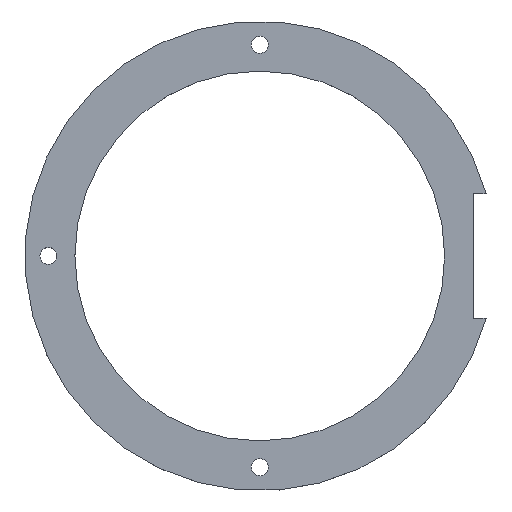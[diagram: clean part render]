
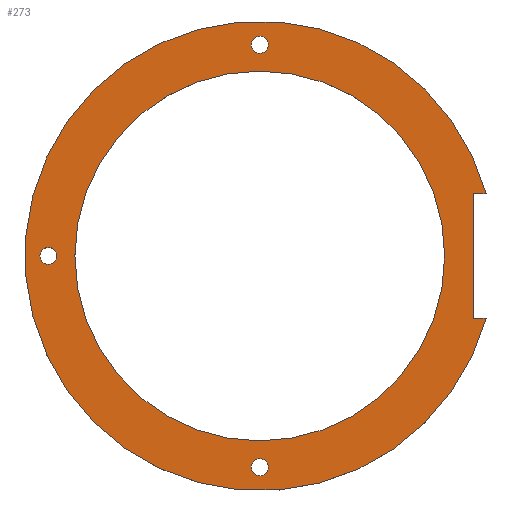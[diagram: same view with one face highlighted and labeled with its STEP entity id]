
A CAD part, top view. The second image highlights one B-rep face of the part: STEP entity #273.
In plain terms, the highlighted planar face has unit normal (0, 0, 1).
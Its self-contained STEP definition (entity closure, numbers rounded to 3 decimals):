
#20=B_SPLINE_CURVE_WITH_KNOTS('',3,(#476,#477,#478,#479,#480,#481),
 .UNSPECIFIED.,.F.,.F.,(4,2,4),(-2.413,-1.35,-0.287),
 .UNSPECIFIED.);
#28=FACE_BOUND('',#79,.T.);
#29=FACE_BOUND('',#80,.T.);
#30=FACE_BOUND('',#81,.T.);
#31=FACE_BOUND('',#82,.T.);
#39=PLANE('',#320);
#55=FACE_OUTER_BOUND('',#78,.T.);
#78=EDGE_LOOP('',(#242,#243,#244,#245));
#79=EDGE_LOOP('',(#246));
#80=EDGE_LOOP('',(#247));
#81=EDGE_LOOP('',(#248));
#82=EDGE_LOOP('',(#249));
#93=LINE('',#472,#108);
#96=LINE('',#485,#111);
#108=VECTOR('',#390,10.);
#111=VECTOR('',#397,10.);
#114=CIRCLE('',#291,1.45);
#116=CIRCLE('',#294,1.45);
#118=CIRCLE('',#297,1.45);
#127=CIRCLE('',#314,31.5);
#128=CIRCLE('',#319,40.);
#130=VERTEX_POINT('',#412);
#132=VERTEX_POINT('',#418);
#134=VERTEX_POINT('',#424);
#146=VERTEX_POINT('',#465);
#147=VERTEX_POINT('',#469);
#148=VERTEX_POINT('',#471);
#149=VERTEX_POINT('',#475);
#150=VERTEX_POINT('',#484);
#153=EDGE_CURVE('',#130,#130,#114,.T.);
#156=EDGE_CURVE('',#132,#132,#116,.T.);
#159=EDGE_CURVE('',#134,#134,#118,.T.);
#174=EDGE_CURVE('',#146,#146,#127,.T.);
#177=EDGE_CURVE('',#148,#147,#93,.T.);
#179=EDGE_CURVE('',#149,#148,#20,.T.);
#181=EDGE_CURVE('',#150,#149,#96,.T.);
#183=EDGE_CURVE('',#147,#150,#128,.T.);
#242=ORIENTED_EDGE('',*,*,#183,.T.);
#243=ORIENTED_EDGE('',*,*,#181,.T.);
#244=ORIENTED_EDGE('',*,*,#179,.T.);
#245=ORIENTED_EDGE('',*,*,#177,.T.);
#246=ORIENTED_EDGE('',*,*,#153,.T.);
#247=ORIENTED_EDGE('',*,*,#156,.T.);
#248=ORIENTED_EDGE('',*,*,#159,.T.);
#249=ORIENTED_EDGE('',*,*,#174,.T.);
#273=ADVANCED_FACE('',(#55,#28,#29,#30,#31),#39,.F.);
#291=AXIS2_PLACEMENT_3D('',#414,#331,#332);
#294=AXIS2_PLACEMENT_3D('',#420,#338,#339);
#297=AXIS2_PLACEMENT_3D('',#426,#345,#346);
#314=AXIS2_PLACEMENT_3D('',#466,#384,#385);
#319=AXIS2_PLACEMENT_3D('',#488,#401,#402);
#320=AXIS2_PLACEMENT_3D('',#489,#403,#404);
#331=DIRECTION('center_axis',(0.,0.,-1.));
#332=DIRECTION('ref_axis',(1.,0.,0.));
#338=DIRECTION('center_axis',(0.,0.,-1.));
#339=DIRECTION('ref_axis',(1.,0.,0.));
#345=DIRECTION('center_axis',(0.,0.,-1.));
#346=DIRECTION('ref_axis',(1.,0.,0.));
#384=DIRECTION('center_axis',(0.,0.,-1.));
#385=DIRECTION('ref_axis',(1.,0.,0.));
#390=DIRECTION('',(1.,0.,0.));
#397=DIRECTION('',(-1.,0.,0.));
#401=DIRECTION('center_axis',(0.,0.,1.));
#402=DIRECTION('ref_axis',(1.,0.,0.));
#403=DIRECTION('center_axis',(0.,0.,-1.));
#404=DIRECTION('ref_axis',(1.,0.,0.));
#412=CARTESIAN_POINT('',(-1.45,36.,-14.));
#414=CARTESIAN_POINT('Origin',(0.,36.,-14.));
#418=CARTESIAN_POINT('',(-1.45,-36.,-14.));
#420=CARTESIAN_POINT('Origin',(0.,-36.,-14.));
#424=CARTESIAN_POINT('',(-37.45,0.,-14.));
#426=CARTESIAN_POINT('Origin',(-36.,0.,-14.));
#465=CARTESIAN_POINT('',(-31.5,0.,-14.));
#466=CARTESIAN_POINT('Origin',(0.,0.,-14.));
#469=CARTESIAN_POINT('',(38.562,10.628,-14.));
#471=CARTESIAN_POINT('',(36.387,10.628,-14.));
#472=CARTESIAN_POINT('',(21.029,10.628,-14.));
#475=CARTESIAN_POINT('',(36.387,-10.628,-14.));
#476=CARTESIAN_POINT('Ctrl Pts',(36.387,-10.628,-14.));
#477=CARTESIAN_POINT('Ctrl Pts',(36.387,-7.085,-14.));
#478=CARTESIAN_POINT('Ctrl Pts',(36.387,-3.543,-14.));
#479=CARTESIAN_POINT('Ctrl Pts',(36.387,3.543,-14.));
#480=CARTESIAN_POINT('Ctrl Pts',(36.387,7.085,-14.));
#481=CARTESIAN_POINT('Ctrl Pts',(36.387,10.628,-14.));
#484=CARTESIAN_POINT('',(38.562,-10.628,-14.));
#485=CARTESIAN_POINT('',(21.029,-10.628,-14.));
#488=CARTESIAN_POINT('Origin',(0.,0.,-14.));
#489=CARTESIAN_POINT('Origin',(0.,0.,-14.));
